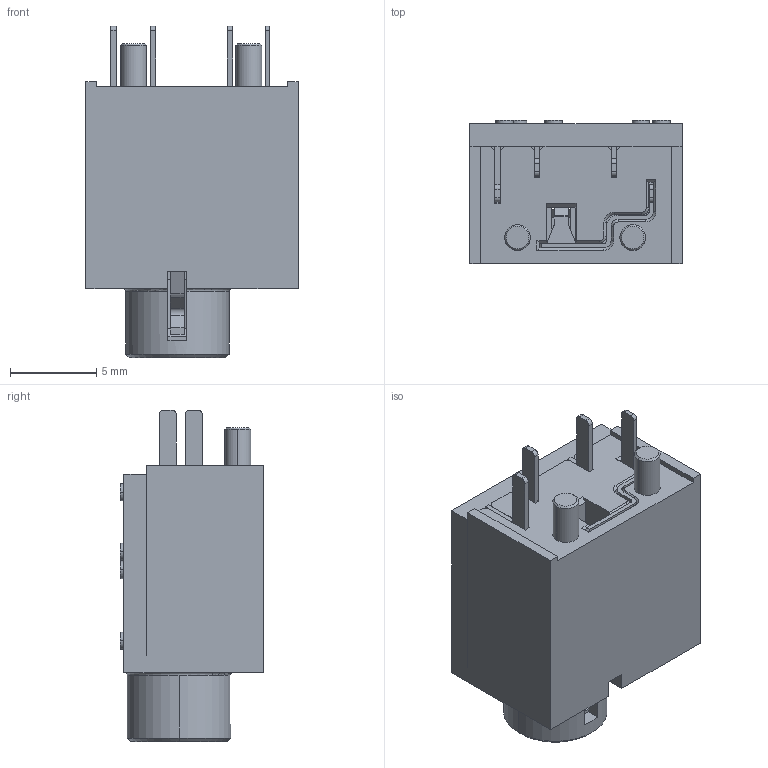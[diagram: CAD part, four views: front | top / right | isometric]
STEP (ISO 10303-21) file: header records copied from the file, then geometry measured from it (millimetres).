
FILE_DESCRIPTION((''),'2;1');
FILE_NAME('472570001','2010-07-08T',('pnb'),(''),'PRO/ENGINEER BY PARAMETRIC TECHNOLOGY CORPORATION, 2003451','PRO/ENGINEER BY PARAMETRIC TECHNOLOGY CORPORATION, 2003451','');
FILE_SCHEMA(('CONFIG_CONTROL_DESIGN'));
Length unit declared in the file: millimetre
Products named in the file (1): 472570001
Bounding box: 12.3 x 8.3 x 19.2 mm (x, y, z)
Volume: 1196.9 mm3; surface area: 1295 mm2
Topology: 3 solids, 3 shells, 219 faces, 617 edges, 430 vertices
Faces by surface type: plane 144, cylinder 60, cone 14, torus 1
Entity records: 7026 total; most frequent: CARTESIAN_POINT 1230, DIRECTION 1205, ORIENTED_EDGE 1166, EDGE_CURVE 583, VECTOR 459, LINE 459, VERTEX_POINT 374, AXIS2_PLACEMENT_3D 373
